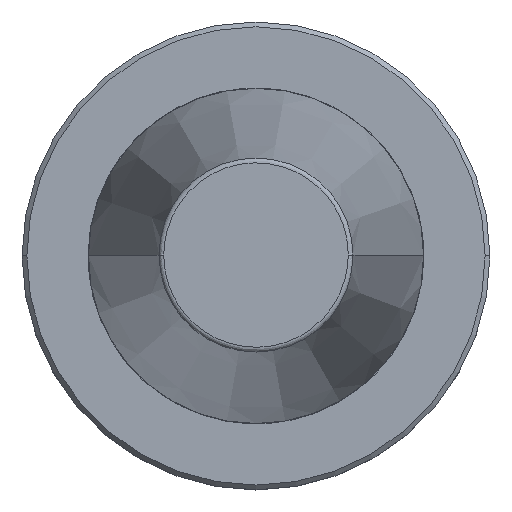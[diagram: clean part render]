
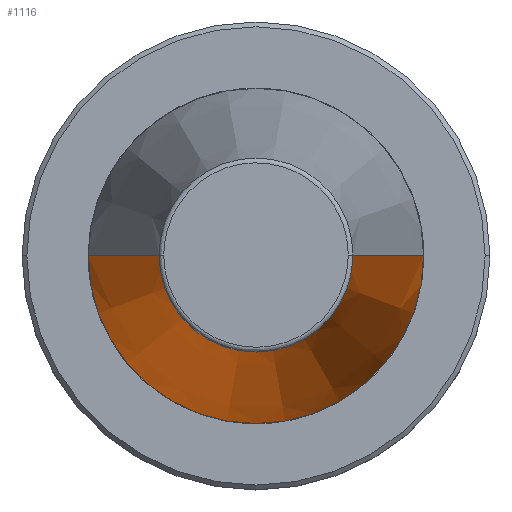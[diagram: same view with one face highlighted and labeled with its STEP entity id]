
A CAD part, top view. The second image highlights one B-rep face of the part: STEP entity #1116.
In plain terms, the highlighted conical face has half-angle 8.297 degrees and reference radius 34.925 mm.
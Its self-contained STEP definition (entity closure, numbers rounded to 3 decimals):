
#93 = DIRECTION ( 'NONE',  ( -1., 0., 0. ) ) ;
#97 = CARTESIAN_POINT ( 'NONE',  ( 0., 0., 0. ) ) ;
#98 = LINE ( 'NONE', #960, #537 ) ;
#202 = VECTOR ( 'NONE', #1241, 1000. ) ;
#245 = ORIENTED_EDGE ( 'NONE', *, *, #755, .T. ) ;
#258 = ORIENTED_EDGE ( 'NONE', *, *, #1369, .T. ) ;
#260 = ORIENTED_EDGE ( 'NONE', *, *, #1289, .T. ) ;
#288 = VERTEX_POINT ( 'NONE', #411 ) ;
#303 = EDGE_LOOP ( 'NONE', ( #369, #258, #245, #260 ) ) ;
#319 = CARTESIAN_POINT ( 'NONE',  ( -34.925, 0., 0. ) ) ;
#369 = ORIENTED_EDGE ( 'NONE', *, *, #662, .F. ) ;
#411 = CARTESIAN_POINT ( 'NONE',  ( 34.925, 0., 0. ) ) ;
#503 = AXIS2_PLACEMENT_3D ( 'NONE', #97, #704, #93 ) ;
#537 = VECTOR ( 'NONE', #953, 1000. ) ;
#647 = DIRECTION ( 'NONE',  ( -1., 0., 0. ) ) ;
#649 = DIRECTION ( 'NONE',  ( 0., 0., -1. ) ) ;
#662 = EDGE_CURVE ( 'NONE', #691, #288, #1317, .T. ) ;
#665 = CARTESIAN_POINT ( 'NONE',  ( 0., 0., 100.894 ) ) ;
#691 = VERTEX_POINT ( 'NONE', #1066 ) ;
#699 = VERTEX_POINT ( 'NONE', #1058 ) ;
#704 = DIRECTION ( 'NONE',  ( 0., 0., -1. ) ) ;
#755 = EDGE_CURVE ( 'NONE', #699, #1435, #98, .T. ) ;
#816 = DIRECTION ( 'NONE',  ( -1., 0., 0. ) ) ;
#820 = DIRECTION ( 'NONE',  ( 0., 0., 1. ) ) ;
#825 = CARTESIAN_POINT ( 'NONE',  ( 0., 0., 0. ) ) ;
#953 = DIRECTION ( 'NONE',  ( -0.144, 0., -0.99 ) ) ;
#960 = CARTESIAN_POINT ( 'NONE',  ( -34.925, 0., 0. ) ) ;
#1000 = AXIS2_PLACEMENT_3D ( 'NONE', #665, #649, #647 ) ;
#1058 = CARTESIAN_POINT ( 'NONE',  ( -20.211, 0., 100.894 ) ) ;
#1066 = CARTESIAN_POINT ( 'NONE',  ( 20.211, 0., 100.894 ) ) ;
#1116 = ADVANCED_FACE ( 'NONE', ( #1294 ), #1323, .T. ) ;
#1241 = DIRECTION ( 'NONE',  ( 0.144, 0., -0.99 ) ) ;
#1269 = CARTESIAN_POINT ( 'NONE',  ( 34.925, 0., 0. ) ) ;
#1289 = EDGE_CURVE ( 'NONE', #1435, #288, #1345, .T. ) ;
#1294 = FACE_OUTER_BOUND ( 'NONE', #303, .T. ) ;
#1317 = LINE ( 'NONE', #1269, #202 ) ;
#1323 = CONICAL_SURFACE ( 'NONE', #503, 34.925, 0.145 ) ;
#1345 = CIRCLE ( 'NONE', #1442, 34.925 ) ;
#1359 = CIRCLE ( 'NONE', #1000, 20.211 ) ;
#1369 = EDGE_CURVE ( 'NONE', #691, #699, #1359, .T. ) ;
#1435 = VERTEX_POINT ( 'NONE', #319 ) ;
#1442 = AXIS2_PLACEMENT_3D ( 'NONE', #825, #820, #816 ) ;
